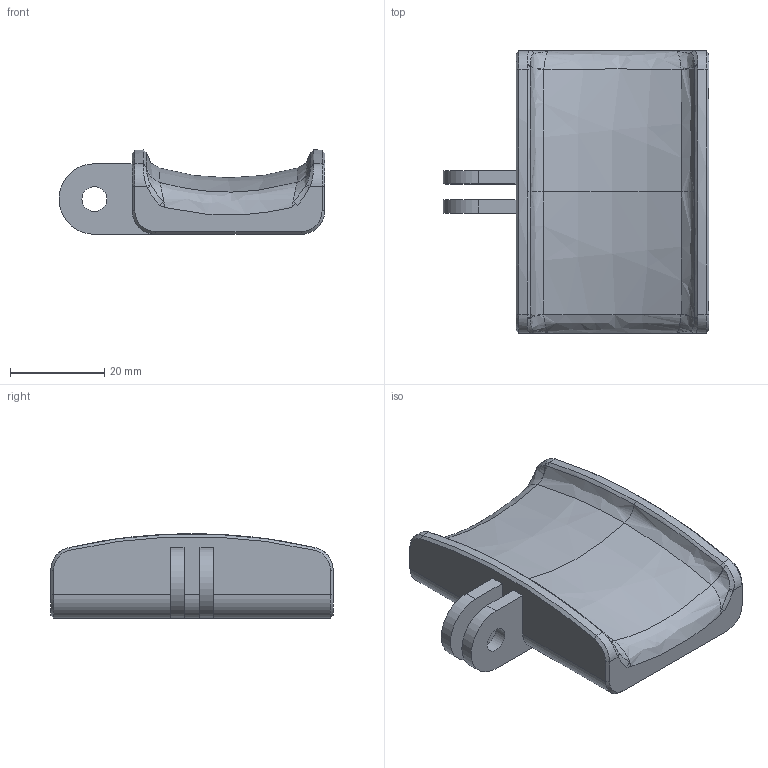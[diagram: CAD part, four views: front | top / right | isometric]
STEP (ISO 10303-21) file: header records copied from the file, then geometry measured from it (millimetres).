
FILE_DESCRIPTION(/* description */ (''),/* implementation_level */ '2;1');
FILE_NAME(/* name */ 'Headphone holder.step',/* time_stamp */ '2019-07-26T23:12:15+10:00',/* author */ (''),/* organization */ (''),/* preprocessor_version */ 'ST-DEVELOPER v18',/* originating_system */ 'Autodesk Translation Framework v8.2.0.1029',/* authorisation */ '');
FILE_SCHEMA (('AUTOMOTIVE_DESIGN { 1 0 10303 214 3 1 1 }'));
Length unit declared in the file: millimetre
Products named in the file (1): Headphone holder curve
Bounding box: 56.5 x 60 x 18 mm (x, y, z)
Volume: 30837.2 mm3; surface area: 8555.2 mm2
Topology: 1 solids, 1 shells, 89 faces, 221 edges, 131 vertices
Faces by surface type: bspline 47, plane 18, cylinder 14, cone 10
Full cylindrical faces by diameter (mm): 5.3 x2
Entity records: 3380 total; most frequent: CARTESIAN_POINT 1546, ORIENTED_EDGE 436, DIRECTION 259, EDGE_CURVE 218, VERTEX_POINT 131, EDGE_LOOP 93, FACE_OUTER_BOUND 89, ADVANCED_FACE 89
